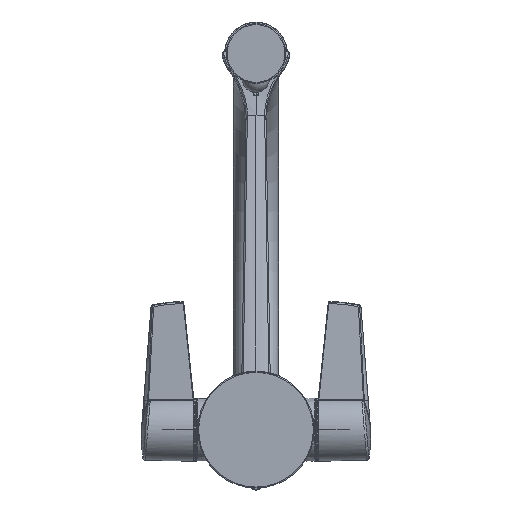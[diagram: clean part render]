
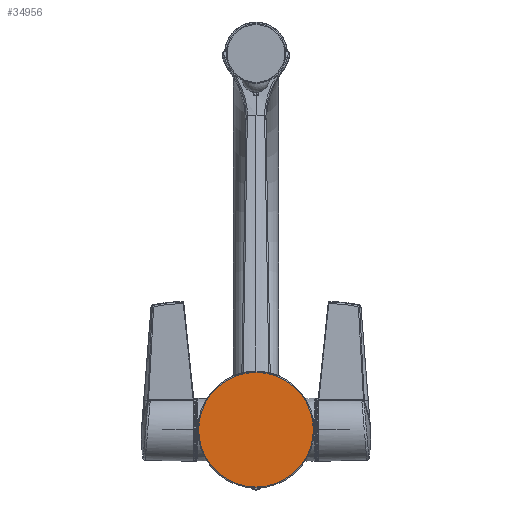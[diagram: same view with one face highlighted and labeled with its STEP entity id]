
A CAD part, front view. The second image highlights one B-rep face of the part: STEP entity #34956.
In plain terms, the highlighted planar face has unit normal (0, -1, 0).
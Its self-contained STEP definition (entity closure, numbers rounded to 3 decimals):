
#1152 = CARTESIAN_POINT ( 'NONE',  ( 0., 0., 0. ) ) ;
#4156 = DIRECTION ( 'NONE',  ( -1., 0., 0. ) ) ;
#4833 = CIRCLE ( 'NONE', #25814, 30.488 ) ;
#5508 = EDGE_CURVE ( 'NONE', #9399, #14273, #7378, .T. ) ;
#6423 = CARTESIAN_POINT ( 'NONE',  ( 0., 0., 0. ) ) ;
#6555 = DIRECTION ( 'NONE',  ( -1., 0., 0. ) ) ;
#7378 = CIRCLE ( 'NONE', #19356, 30.488 ) ;
#7868 = CARTESIAN_POINT ( 'NONE',  ( 0., 0., 0. ) ) ;
#9399 = VERTEX_POINT ( 'NONE', #12510 ) ;
#10237 = ORIENTED_EDGE ( 'NONE', *, *, #30312, .T. ) ;
#10884 = DIRECTION ( 'NONE',  ( -1., 0., 0. ) ) ;
#12510 = CARTESIAN_POINT ( 'NONE',  ( -30.488, 0., 0. ) ) ;
#14273 = VERTEX_POINT ( 'NONE', #37589 ) ;
#15580 = ORIENTED_EDGE ( 'NONE', *, *, #5508, .T. ) ;
#16604 = AXIS2_PLACEMENT_3D ( 'NONE', #6423, #24441, #6555 ) ;
#19356 = AXIS2_PLACEMENT_3D ( 'NONE', #1152, #22063, #4156 ) ;
#22063 = DIRECTION ( 'NONE',  ( 0., -1., 0. ) ) ;
#24441 = DIRECTION ( 'NONE',  ( 0., -1., 0. ) ) ;
#25814 = AXIS2_PLACEMENT_3D ( 'NONE', #7868, #28792, #10884 ) ;
#28792 = DIRECTION ( 'NONE',  ( 0., -1., 0. ) ) ;
#30312 = EDGE_CURVE ( 'NONE', #14273, #9399, #4833, .T. ) ;
#33348 = PLANE ( 'NONE',  #16604 ) ;
#34956 = ADVANCED_FACE ( 'NONE', ( #37514 ), #33348, .T. ) ;
#37514 = FACE_OUTER_BOUND ( 'NONE', #38282, .T. ) ;
#37589 = CARTESIAN_POINT ( 'NONE',  ( 30.488, 0., 0. ) ) ;
#38282 = EDGE_LOOP ( 'NONE', ( #15580, #10237 ) ) ;
